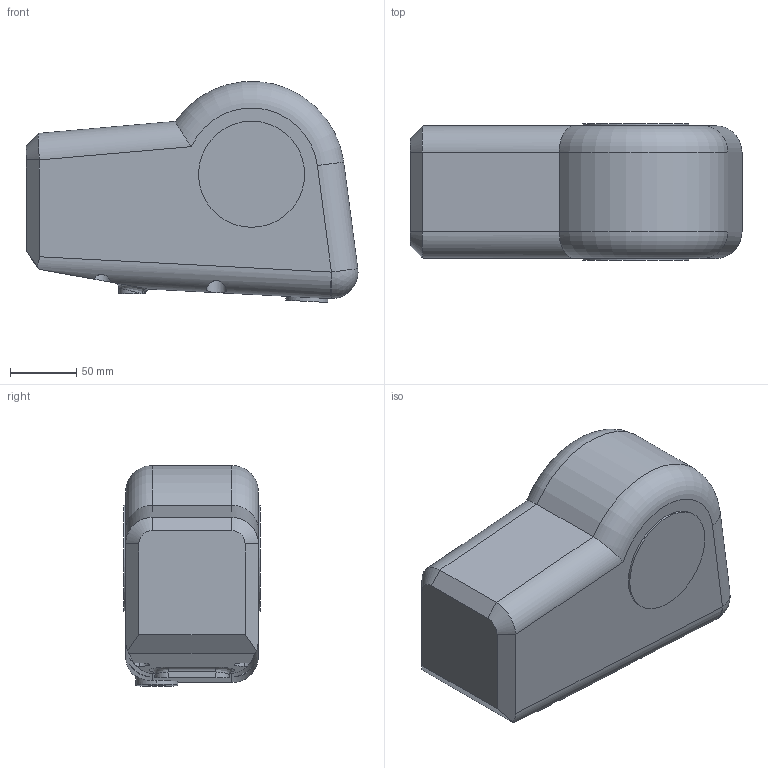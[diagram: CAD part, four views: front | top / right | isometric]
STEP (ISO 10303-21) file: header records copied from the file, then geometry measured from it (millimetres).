
FILE_DESCRIPTION (( 'STEP AP203' ), '1' );
FILE_NAME ('3_默认_sldprt.STEP', '2024-05-21T09:59:39', ( '' ), ( '' ), 'SwSTEP 2.0', 'SolidWorks 2022', '' );
FILE_SCHEMA (( 'CONFIG_CONTROL_DESIGN' ));
Length unit declared in the file: millimetre
Products named in the file (1): 3_默认_sldprt
Bounding box: 250.17 x 103 x 166.44 mm (x, y, z)
Volume: 3133610.3 mm3; surface area: 131084.4 mm2
Topology: 1 solids, 1 shells, 92 faces, 214 edges, 127 vertices
Faces by surface type: cylinder 42, plane 24, cone 12, bspline 8, sphere 4, torus 2
Entity records: 3325 total; most frequent: CARTESIAN_POINT 1261, DIRECTION 424, ORIENTED_EDGE 408, EDGE_CURVE 204, AXIS2_PLACEMENT_3D 172, VERTEX_POINT 125, EDGE_LOOP 103, FACE_OUTER_BOUND 92
